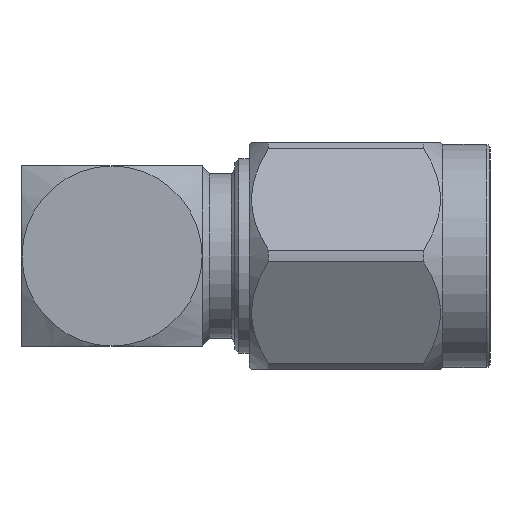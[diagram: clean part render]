
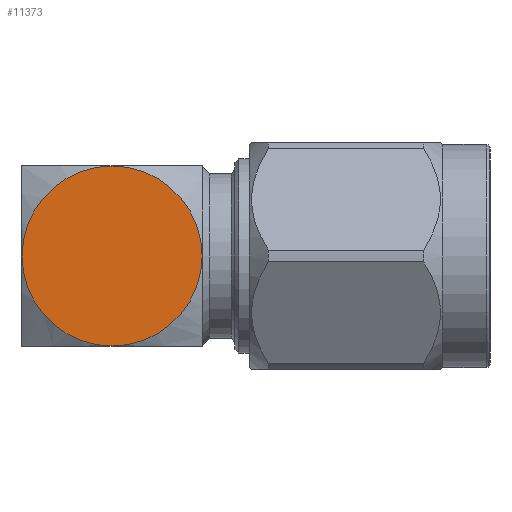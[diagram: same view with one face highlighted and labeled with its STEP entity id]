
A CAD part, left-side view. The second image highlights one B-rep face of the part: STEP entity #11373.
In plain terms, the highlighted planar face has unit normal (-1, 0, 0).
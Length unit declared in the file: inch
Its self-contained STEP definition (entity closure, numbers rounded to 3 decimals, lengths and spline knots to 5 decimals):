
#219 = DIRECTION ( 'NONE',  ( -1., 0., 0. ) ) ;
#1223 = CARTESIAN_POINT ( 'NONE',  ( -0.125, -0.36023, -0.125 ) ) ;
#1704 = ORIENTED_EDGE ( 'NONE', *, *, #14974, .T. ) ;
#1841 = AXIS2_PLACEMENT_3D ( 'NONE', #1223, #17161, #6463 ) ;
#2740 = DIRECTION ( 'NONE',  ( 0., 0., 1. ) ) ;
#2905 = ORIENTED_EDGE ( 'NONE', *, *, #15316, .T. ) ;
#4363 = EDGE_LOOP ( 'NONE', ( #1704, #2905 ) ) ;
#4409 = CARTESIAN_POINT ( 'NONE',  ( -0.125, -0.48523, 0. ) ) ;
#4723 = FACE_OUTER_BOUND ( 'NONE', #4363, .T. ) ;
#5157 = AXIS2_PLACEMENT_3D ( 'NONE', #14730, #5241, #10676 ) ;
#5241 = DIRECTION ( 'NONE',  ( -1., 0., 0. ) ) ;
#6277 = AXIS2_PLACEMENT_3D ( 'NONE', #4409, #219, #2740 ) ;
#6463 = DIRECTION ( 'NONE',  ( 0., 0., 1. ) ) ;
#8741 = VERTEX_POINT ( 'NONE', #16972 ) ;
#10267 = CIRCLE ( 'NONE', #5157, 0.125 ) ;
#10676 = DIRECTION ( 'NONE',  ( 0., 0., 1. ) ) ;
#11373 = ADVANCED_FACE ( 'NONE', ( #4723 ), #15564, .T. ) ;
#11668 = CARTESIAN_POINT ( 'NONE',  ( -0.125, -0.48523, -0.125 ) ) ;
#14730 = CARTESIAN_POINT ( 'NONE',  ( -0.125, -0.48523, 0. ) ) ;
#14974 = EDGE_CURVE ( 'NONE', #16817, #8741, #10267, .T. ) ;
#15316 = EDGE_CURVE ( 'NONE', #8741, #16817, #16258, .T. ) ;
#15564 = PLANE ( 'NONE',  #1841 ) ;
#16258 = CIRCLE ( 'NONE', #6277, 0.125 ) ;
#16817 = VERTEX_POINT ( 'NONE', #11668 ) ;
#16972 = CARTESIAN_POINT ( 'NONE',  ( -0.125, -0.48523, 0.125 ) ) ;
#17161 = DIRECTION ( 'NONE',  ( -1., 0., 0. ) ) ;
